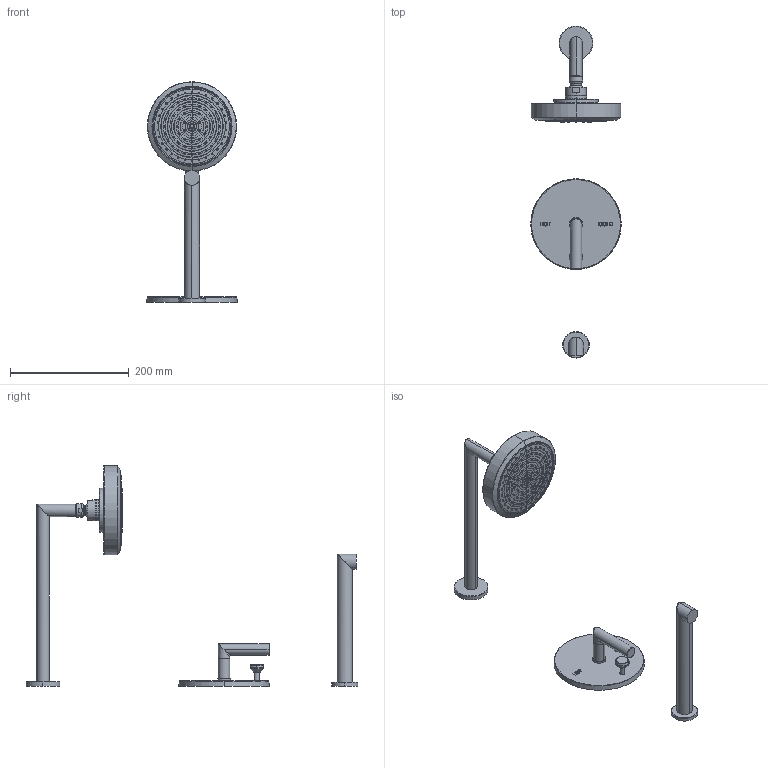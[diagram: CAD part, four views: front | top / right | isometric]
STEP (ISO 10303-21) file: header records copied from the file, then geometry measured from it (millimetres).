
FILE_DESCRIPTION((''),'2;1');
FILE_NAME('3-3122BP','2021-06-01T14:53:56',('jinson.thomas'),(''),'CREO PARAMETRIC BY PTC INC, 2018400','CREO PARAMETRIC BY PTC INC, 2018400','');
FILE_SCHEMA(('CONFIG_CONTROL_DESIGN'));
Length unit declared in the file: inch
Products named in the file (1): 3-3122BP
Bounding box: 152.4 x 558.8 x 370.97 mm (x, y, z)
Volume: 1023335.6 mm3; surface area: 157379.6 mm2
Topology: 3 solids, 3 shells, 1026 faces, 2653 edges, 1782 vertices
Faces by surface type: torus 244, cylinder 224, cone 194, plane 166, sphere 102, extrusion 80, bspline 16
Entity records: 49273 total; most frequent: CARTESIAN_POINT 24738, ORIENTED_EDGE 5306, DIRECTION 4787, EDGE_CURVE 2653, AXIS2_PLACEMENT_3D 1957, VERTEX_POINT 1782, EDGE_LOOP 1175, FACE_OUTER_BOUND 1026
